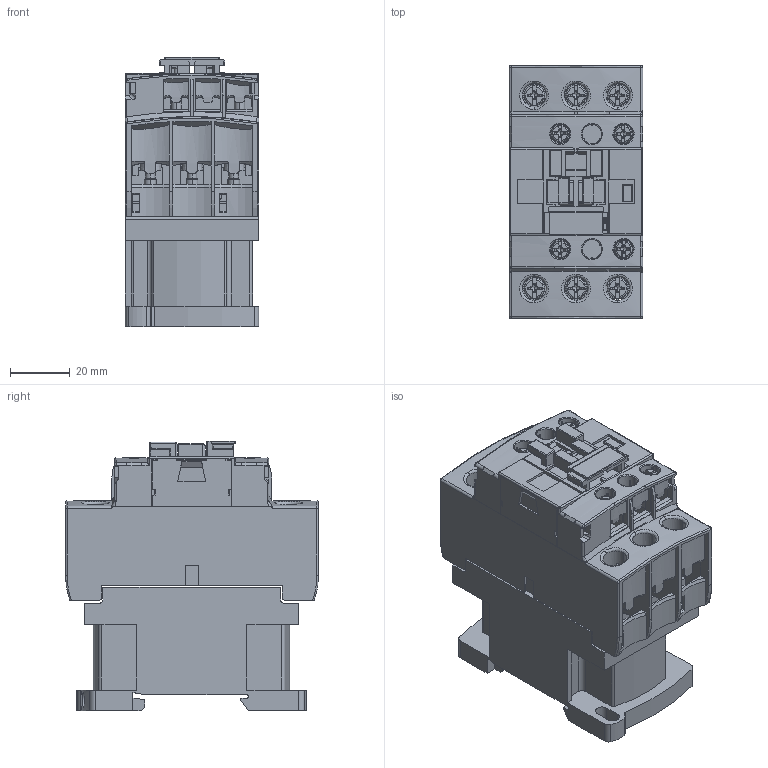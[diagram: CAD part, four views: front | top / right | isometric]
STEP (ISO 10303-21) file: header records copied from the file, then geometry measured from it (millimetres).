
FILE_DESCRIPTION (( 'STEP AP203' ), '1' );
FILE_NAME ('DPE32U7.step', '2023-08-31T20:25:02', ( '' ), ( '' ), 'SwSTEP 2.0', 'SolidWorks 2021', '' );
FILE_SCHEMA (( 'CONFIG_CONTROL_DESIGN' ));
Length unit declared in the file: inch
Products named in the file (1): DPE32U7
Bounding box: 44.8 x 84.8 x 90.55 mm (x, y, z)
Volume: 205870.8 mm3; surface area: 64775.7 mm2
Topology: 16 solids, 16 shells, 2674 faces, 7625 edges, 4923 vertices
Faces by surface type: plane 1724, cylinder 584, bspline 192, cone 163, torus 11
Entity records: 95581 total; most frequent: CARTESIAN_POINT 29048, ORIENTED_EDGE 15124, DIRECTION 12314, EDGE_CURVE 7562, VECTOR 4980, LINE 4980, VERTEX_POINT 4919, AXIS2_PLACEMENT_3D 3667
